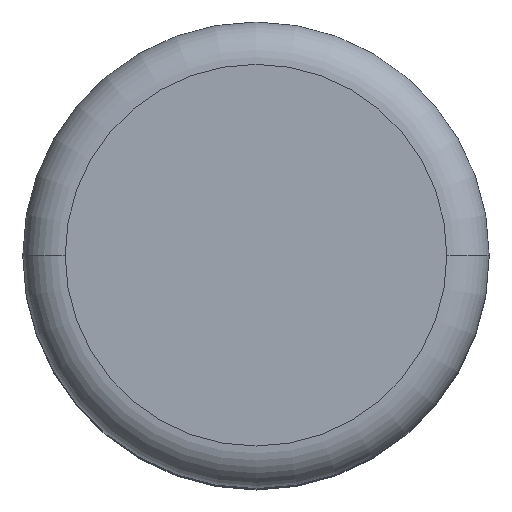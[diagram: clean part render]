
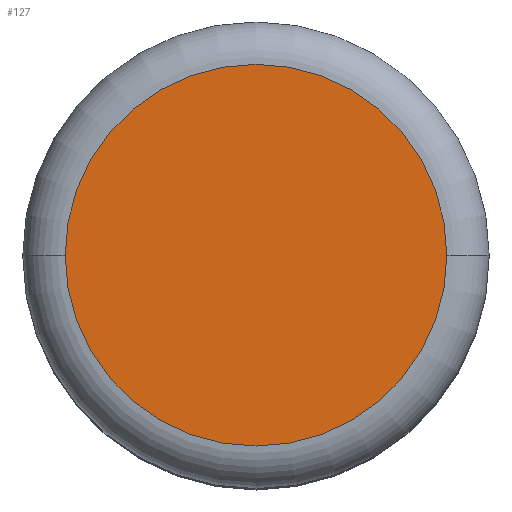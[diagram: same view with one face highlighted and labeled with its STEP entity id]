
A CAD part, top view. The second image highlights one B-rep face of the part: STEP entity #127.
In plain terms, the highlighted planar face has unit normal (0, 0, 1).
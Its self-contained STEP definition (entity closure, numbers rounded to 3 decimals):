
#127=ADVANCED_FACE('',(#271),#272,.F.);
#271=FACE_OUTER_BOUND('',#423,.T.);
#272=PLANE('',#424);
#423=EDGE_LOOP('',(#706,#707));
#424=AXIS2_PLACEMENT_3D('',#708,#709,#710);
#706=ORIENTED_EDGE('',*,*,#929,.F.);
#707=ORIENTED_EDGE('',*,*,#897,.F.);
#708=CARTESIAN_POINT('',(0.0,0.0,2.2));
#709=DIRECTION('',(0.0,0.0,-1.0));
#710=DIRECTION('',(0.0,-1.0,0.0));
#897=EDGE_CURVE('',#1070,#1072,#1073,.T.);
#929=EDGE_CURVE('',#1072,#1070,#1116,.T.);
#1070=VERTEX_POINT('',#1275);
#1072=VERTEX_POINT('',#1277);
#1073=CIRCLE('',#1278,0.45);
#1116=CIRCLE('',#1329,0.45);
#1275=CARTESIAN_POINT('',(-0.45,0.,2.2));
#1277=CARTESIAN_POINT('',(0.45,0.,2.2));
#1278=AXIS2_PLACEMENT_3D('',#1500,#1501,#1502);
#1329=AXIS2_PLACEMENT_3D('',#1550,#1551,#1552);
#1500=CARTESIAN_POINT('',(0.0,0.0,2.2));
#1501=DIRECTION('',(0.0,0.0,-1.0));
#1502=DIRECTION('',(-1.0,0.0,0.0));
#1550=CARTESIAN_POINT('',(0.0,0.0,2.2));
#1551=DIRECTION('',(0.0,0.0,-1.0));
#1552=DIRECTION('',(-1.0,0.0,0.0));
